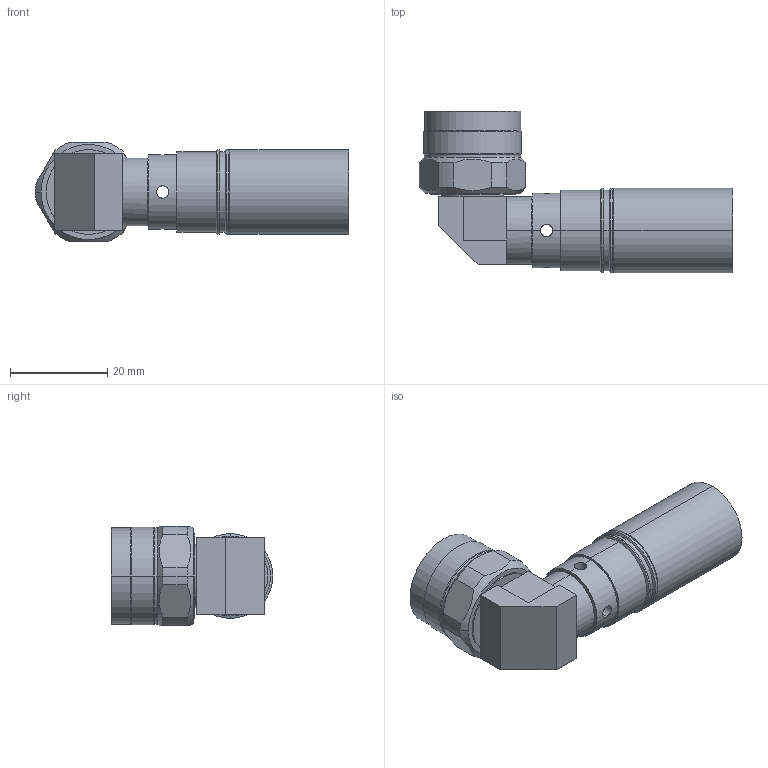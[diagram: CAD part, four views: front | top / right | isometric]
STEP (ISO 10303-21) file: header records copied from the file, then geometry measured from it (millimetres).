
FILE_DESCRIPTION (( 'STEP AP214' ), '1' );
FILE_NAME ('EZ-600-NMH-RA-X_3D.STEP', '2022-08-26T17:08:20', ( '' ), ( '' ), 'SwSTEP 2.0', 'SolidWorks 2021', '' );
FILE_SCHEMA (( 'AUTOMOTIVE_DESIGN' ));
Length unit declared in the file: inch
Products named in the file (3): EZ-600-NMH-RA-X_body; EZ-600-NMH-RA-X_3D; EZ-600-NMH-RA-X_ferrule
Assembly tree (2 placements, depth 2):
  EZ-600-NMH-RA-X_3D
    EZ-600-NMH-RA-X_body
    EZ-600-NMH-RA-X_ferrule
Bounding box: 64.6 x 33.36 x 20.57 mm (x, y, z)
Volume: 12089.3 mm3; surface area: 9642.5 mm2
Topology: 2 solids, 2 shells, 149 faces, 332 edges, 195 vertices
Faces by surface type: cylinder 59, cone 48, plane 40, torus 2
Entity records: 4464 total; most frequent: CARTESIAN_POINT 995, DIRECTION 758, ORIENTED_EDGE 660, EDGE_CURVE 330, AXIS2_PLACEMENT_3D 302, VERTEX_POINT 195, EDGE_LOOP 167, LINE 154
